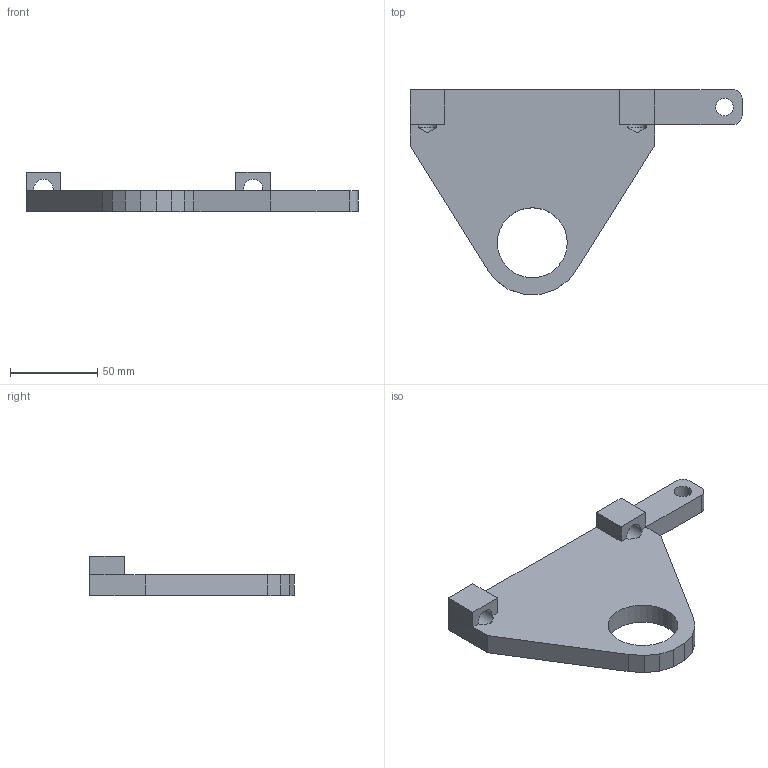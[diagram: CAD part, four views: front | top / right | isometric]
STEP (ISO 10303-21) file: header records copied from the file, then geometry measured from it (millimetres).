
FILE_DESCRIPTION(('FreeCAD Model'),'2;1');
FILE_NAME('SUPPORT ETRIER.step', '2020-02-23T13:57:30',('Author'),(''), 'Open CASCADE STEP processor 7.3','FreeCAD','Unknown');
FILE_SCHEMA(('AUTOMOTIVE_DESIGN { 1 0 10303 214 1 1 1 1 }'));
Length unit declared in the file: millimetre
Products named in the file (1): Body
Bounding box: 190 x 117.21 x 22.33 mm (x, y, z)
Volume: 141528.6 mm3; surface area: 33900.5 mm2
Topology: 1 solids, 1 shells, 37 faces, 106 edges, 67 vertices
Faces by surface type: plane 29, cylinder 6, cone 2
Full cylindrical faces by diameter (mm): 10 x1, 11 x2, 40 x1
Entity records: 2688 total; most frequent: CARTESIAN_POINT 515, DIRECTION 411, LINE 274, VECTOR 274, ORIENTED_EDGE 212, PCURVE 212, DEFINITIONAL_REPRESENTATION 212, EDGE_CURVE 106
